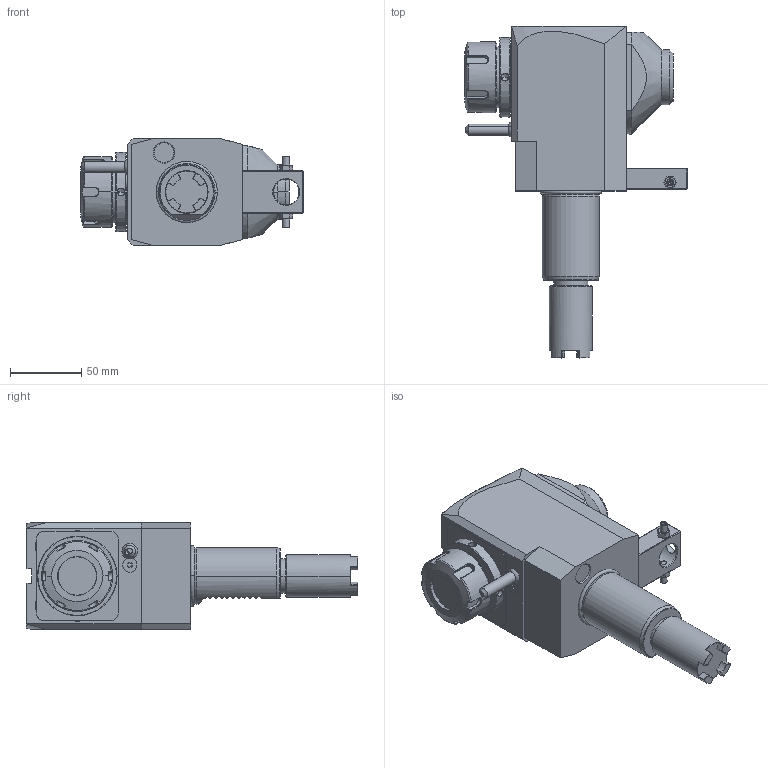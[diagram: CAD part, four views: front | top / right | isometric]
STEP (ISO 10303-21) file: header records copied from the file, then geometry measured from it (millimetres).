
FILE_DESCRIPTION((''),'2;1');
FILE_NAME('NGT1_40_251_32_3_2_80B','2022-02-14T',('vali'),('NOVA GRUP'),'PRO/ENGINEER BY PARAMETRIC TECHNOLOGY CORPORATION, 2010280','PRO/ENGINEER BY PARAMETRIC TECHNOLOGY CORPORATION, 2010280','');
FILE_SCHEMA(('CONFIG_CONTROL_DESIGN'));
Length unit declared in the file: millimetre
Products named in the file (1): NGT1_40_251_32_3_2_80B
Bounding box: 156.6 x 233.55 x 75 mm (x, y, z)
Volume: 951147.2 mm3; surface area: 79667.9 mm2
Topology: 1 solids, 1 shells, 453 faces, 1171 edges, 725 vertices
Faces by surface type: plane 216, cylinder 91, cone 87, bspline 42, torus 13, extrusion 2, sphere 2
Entity records: 18892 total; most frequent: CARTESIAN_POINT 8542, ORIENTED_EDGE 2302, DIRECTION 1871, EDGE_CURVE 1151, VERTEX_POINT 725, AXIS2_PLACEMENT_3D 643, VECTOR 585, LINE 583
